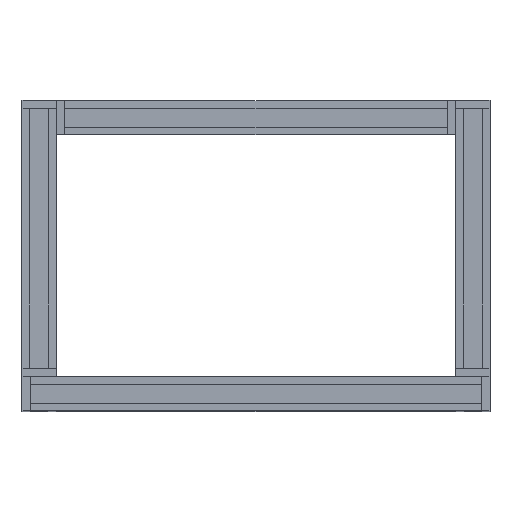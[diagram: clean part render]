
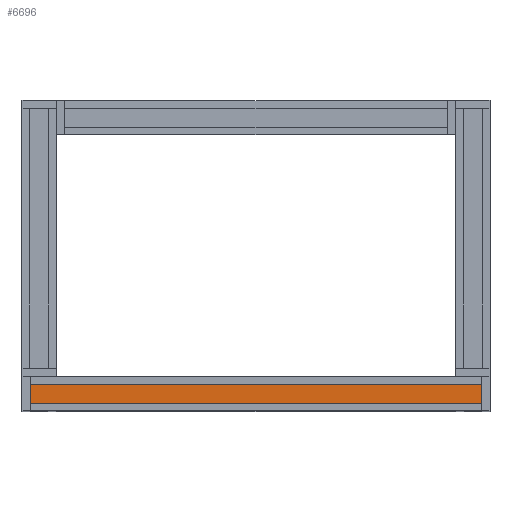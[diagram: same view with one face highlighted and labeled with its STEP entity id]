
A CAD part, top view. The second image highlights one B-rep face of the part: STEP entity #6696.
In plain terms, the highlighted planar face has unit normal (0, 0, 1).
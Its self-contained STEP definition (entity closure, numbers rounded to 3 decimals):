
#338=FACE_OUTER_BOUND('',#712,.T.);
#712=EDGE_LOOP('',(#5507,#5508,#5509,#5510));
#1435=LINE('',#10169,#2359);
#1460=LINE('',#10220,#2384);
#1480=LINE('',#10258,#2404);
#1481=LINE('',#10260,#2405);
#2359=VECTOR('',#8331,10.);
#2384=VECTOR('',#8358,10.);
#2404=VECTOR('',#8404,10.);
#2405=VECTOR('',#8407,10.);
#3083=VERTEX_POINT('',#10166);
#3084=VERTEX_POINT('',#10168);
#3108=VERTEX_POINT('',#10217);
#3109=VERTEX_POINT('',#10219);
#3899=EDGE_CURVE('',#3083,#3084,#1435,.T.);
#3924=EDGE_CURVE('',#3109,#3108,#1460,.T.);
#3944=EDGE_CURVE('',#3108,#3084,#1480,.T.);
#3945=EDGE_CURVE('',#3109,#3083,#1481,.T.);
#5507=ORIENTED_EDGE('',*,*,#3924,.T.);
#5508=ORIENTED_EDGE('',*,*,#3944,.T.);
#5509=ORIENTED_EDGE('',*,*,#3899,.F.);
#5510=ORIENTED_EDGE('',*,*,#3945,.F.);
#6322=PLANE('',#7116);
#6696=ADVANCED_FACE('',(#338),#6322,.T.);
#7116=AXIS2_PLACEMENT_3D('',#10259,#8405,#8406);
#8331=DIRECTION('',(0.,1.,0.));
#8358=DIRECTION('',(0.,1.,0.));
#8404=DIRECTION('',(-1.,0.,0.));
#8405=DIRECTION('center_axis',(0.,0.,
1.));
#8406=DIRECTION('ref_axis',(0.,1.,0.));
#8407=DIRECTION('',(-1.,0.,0.));
#10166=CARTESIAN_POINT('',(-1105.,-1211.,869.));
#10168=CARTESIAN_POINT('',(-1105.,-1189.,869.));
#10169=CARTESIAN_POINT('',(-1105.,-1205.5,869.));
#10217=CARTESIAN_POINT('',(-575.,-1189.,869.));
#10219=CARTESIAN_POINT('',(-575.,-1211.,869.));
#10220=CARTESIAN_POINT('',(-575.,-1205.5,869.));
#10258=CARTESIAN_POINT('',(-840.,-1189.,869.));
#10259=CARTESIAN_POINT('Origin',(-59.,-1211.,869.));
#10260=CARTESIAN_POINT('',(-840.,-1211.,869.));
